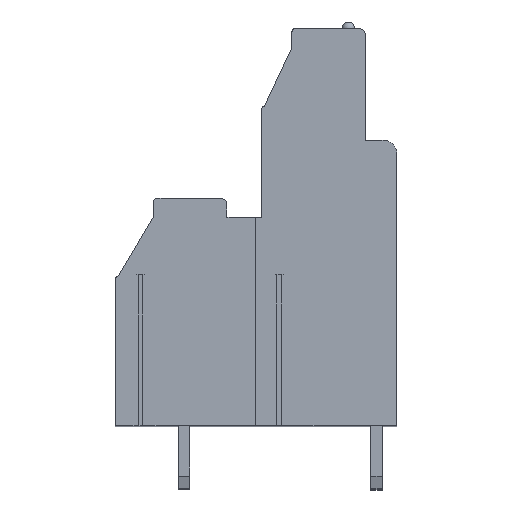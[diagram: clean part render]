
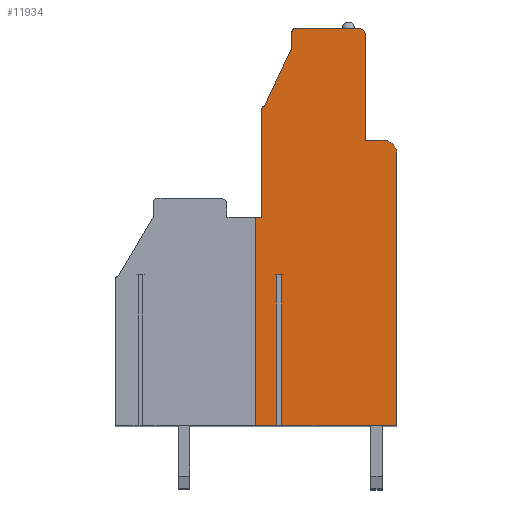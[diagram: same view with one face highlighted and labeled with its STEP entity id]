
A CAD part, top view. The second image highlights one B-rep face of the part: STEP entity #11934.
In plain terms, the highlighted planar face has unit normal (0, 0, 1).
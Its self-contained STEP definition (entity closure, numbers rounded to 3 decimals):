
#13=DIRECTION('',(0.,-1.,0.));
#14=VECTOR('',#13,8.6);
#15=CARTESIAN_POINT('',(-5.15,8.6,58.42));
#16=LINE('',#15,#14);
#17=CARTESIAN_POINT('',(-4.95,8.6,58.42));
#18=DIRECTION('',(0.,0.,1.));
#19=DIRECTION('',(0.,1.,0.));
#20=AXIS2_PLACEMENT_3D('',#17,#18,#19);
#22=DIRECTION('',(-0.424,-0.906,0.));
#23=VECTOR('',#22,5.189);
#24=CARTESIAN_POINT('',(-2.75,13.5,58.42));
#25=LINE('',#24,#23);
#26=DIRECTION('',(0.,-1.,0.));
#27=VECTOR('',#26,1.2);
#28=CARTESIAN_POINT('',(-2.75,14.7,58.42));
#29=LINE('',#28,#27);
#30=CARTESIAN_POINT('',(-2.45,14.7,58.42));
#31=DIRECTION('',(0.,0.,1.));
#32=DIRECTION('',(0.,1.,0.));
#33=AXIS2_PLACEMENT_3D('',#30,#31,#32);
#35=DIRECTION('',(-1.,0.,0.));
#36=VECTOR('',#35,5.);
#37=CARTESIAN_POINT('',(2.55,15.,58.42));
#38=LINE('',#37,#36);
#39=CARTESIAN_POINT('',(2.55,14.5,58.42));
#40=DIRECTION('',(0.,0.,1.));
#41=DIRECTION('',(1.,0.,0.));
#42=AXIS2_PLACEMENT_3D('',#39,#40,#41);
#44=DIRECTION('',(0.,1.,0.));
#45=VECTOR('',#44,8.4);
#46=CARTESIAN_POINT('',(3.05,6.1,58.42));
#47=LINE('',#46,#45);
#48=DIRECTION('',(-1.,0.,0.));
#49=VECTOR('',#48,1.5);
#50=CARTESIAN_POINT('',(4.55,6.1,58.42));
#51=LINE('',#50,#49);
#52=CARTESIAN_POINT('',(4.55,5.1,58.42));
#53=DIRECTION('',(0.,0.,1.));
#54=DIRECTION('',(1.,0.,0.));
#55=AXIS2_PLACEMENT_3D('',#52,#53,#54);
#57=DIRECTION('',(0.,1.,0.));
#58=VECTOR('',#57,21.6);
#59=CARTESIAN_POINT('',(5.55,-16.5,58.42));
#60=LINE('',#59,#58);
#61=DIRECTION('',(0.,1.,0.));
#62=VECTOR('',#61,11.95);
#63=CARTESIAN_POINT('',(-3.56,-16.5,58.42));
#64=LINE('',#63,#62);
#65=DIRECTION('',(-1.,0.,0.));
#66=VECTOR('',#65,0.38);
#67=CARTESIAN_POINT('',(-3.56,-4.55,58.42));
#68=LINE('',#67,#66);
#69=DIRECTION('',(0.,1.,0.));
#70=VECTOR('',#69,11.95);
#71=CARTESIAN_POINT('',(-3.94,-16.5,58.42));
#72=LINE('',#71,#70);
#77=DIRECTION('',(0.,-1.,0.));
#78=VECTOR('',#77,16.5);
#79=CARTESIAN_POINT('',(-5.65,0.,58.42));
#80=LINE('',#79,#78);
#174=DIRECTION('',(1.,0.,0.));
#175=VECTOR('',#174,1.71);
#176=CARTESIAN_POINT('',(-5.65,-16.5,58.42));
#177=LINE('',#176,#175);
#200=DIRECTION('',(1.,0.,0.));
#201=VECTOR('',#200,9.11);
#202=CARTESIAN_POINT('',(-3.56,-16.5,58.42));
#203=LINE('',#202,#201);
#1060=DIRECTION('',(-1.,0.,0.));
#1061=VECTOR('',#1060,0.5);
#1062=CARTESIAN_POINT('',(-5.15,0.,58.42));
#1063=LINE('',#1062,#1061);
#9175=CARTESIAN_POINT('',(5.55,-16.5,58.42));
#9176=CARTESIAN_POINT('',(5.55,5.1,58.42));
#9177=VERTEX_POINT('',#9175);
#9178=VERTEX_POINT('',#9176);
#9179=CARTESIAN_POINT('',(4.55,6.1,58.42));
#9180=VERTEX_POINT('',#9179);
#9181=CARTESIAN_POINT('',(3.05,6.1,58.42));
#9182=VERTEX_POINT('',#9181);
#9183=CARTESIAN_POINT('',(3.05,14.5,58.42));
#9184=VERTEX_POINT('',#9183);
#9185=CARTESIAN_POINT('',(2.55,15.,58.42));
#9186=VERTEX_POINT('',#9185);
#9187=CARTESIAN_POINT('',(-2.45,15.,58.42));
#9188=VERTEX_POINT('',#9187);
#9189=CARTESIAN_POINT('',(-2.75,14.7,58.42));
#9190=VERTEX_POINT('',#9189);
#9191=CARTESIAN_POINT('',(-2.75,13.5,58.42));
#9192=VERTEX_POINT('',#9191);
#9193=CARTESIAN_POINT('',(-4.95,8.8,58.42));
#9194=VERTEX_POINT('',#9193);
#9195=CARTESIAN_POINT('',(-5.15,8.6,58.42));
#9196=VERTEX_POINT('',#9195);
#9197=CARTESIAN_POINT('',(-5.15,0.,58.42));
#9198=VERTEX_POINT('',#9197);
#9243=CARTESIAN_POINT('',(-3.56,-4.55,58.42));
#9244=CARTESIAN_POINT('',(-3.94,-4.55,58.42));
#9245=VERTEX_POINT('',#9243);
#9246=VERTEX_POINT('',#9244);
#9247=CARTESIAN_POINT('',(-3.94,-16.5,58.42));
#9248=VERTEX_POINT('',#9247);
#9249=CARTESIAN_POINT('',(-3.56,-16.5,58.42));
#9250=VERTEX_POINT('',#9249);
#9417=CARTESIAN_POINT('',(-5.65,-16.5,58.42));
#9419=VERTEX_POINT('',#9417);
#9421=CARTESIAN_POINT('',(-5.65,0.,58.42));
#9422=VERTEX_POINT('',#9421);
#11891=CARTESIAN_POINT('',(0.,0.,58.42));
#11892=DIRECTION('',(0.,0.,1.));
#11893=DIRECTION('',(1.,0.,0.));
#11894=AXIS2_PLACEMENT_3D('',#11891,#11892,#11893);
#11895=PLANE('',#11894);
#11897=ORIENTED_EDGE('',*,*,#11896,.F.);
#11899=ORIENTED_EDGE('',*,*,#11898,.F.);
#11901=ORIENTED_EDGE('',*,*,#11900,.F.);
#11903=ORIENTED_EDGE('',*,*,#11902,.F.);
#11905=ORIENTED_EDGE('',*,*,#11904,.F.);
#11907=ORIENTED_EDGE('',*,*,#11906,.F.);
#11909=ORIENTED_EDGE('',*,*,#11908,.F.);
#11911=ORIENTED_EDGE('',*,*,#11910,.F.);
#11913=ORIENTED_EDGE('',*,*,#11912,.F.);
#11915=ORIENTED_EDGE('',*,*,#11914,.F.);
#11917=ORIENTED_EDGE('',*,*,#11916,.F.);
#11919=ORIENTED_EDGE('',*,*,#11918,.F.);
#11921=ORIENTED_EDGE('',*,*,#11920,.F.);
#11923=ORIENTED_EDGE('',*,*,#11922,.F.);
#11925=ORIENTED_EDGE('',*,*,#11924,.T.);
#11927=ORIENTED_EDGE('',*,*,#11926,.T.);
#11929=ORIENTED_EDGE('',*,*,#11928,.F.);
#11931=ORIENTED_EDGE('',*,*,#11930,.F.);
#11932=EDGE_LOOP('',(#11897,#11899,#11901,#11903,#11905,#11907,#11909,#11911,
#11913,#11915,#11917,#11919,#11921,#11923,#11925,#11927,#11929,#11931));
#11933=FACE_OUTER_BOUND('',#11932,.F.);
#21=CIRCLE('',#20,0.2);
#34=CIRCLE('',#33,0.3);
#43=CIRCLE('',#42,0.5);
#56=CIRCLE('',#55,1.);
#11896=EDGE_CURVE('',#9422,#9419,#80,.T.);
#11898=EDGE_CURVE('',#9198,#9422,#1063,.T.);
#11900=EDGE_CURVE('',#9196,#9198,#16,.T.);
#11902=EDGE_CURVE('',#9194,#9196,#21,.T.);
#11904=EDGE_CURVE('',#9192,#9194,#25,.T.);
#11906=EDGE_CURVE('',#9190,#9192,#29,.T.);
#11908=EDGE_CURVE('',#9188,#9190,#34,.T.);
#11910=EDGE_CURVE('',#9186,#9188,#38,.T.);
#11912=EDGE_CURVE('',#9184,#9186,#43,.T.);
#11914=EDGE_CURVE('',#9182,#9184,#47,.T.);
#11916=EDGE_CURVE('',#9180,#9182,#51,.T.);
#11918=EDGE_CURVE('',#9178,#9180,#56,.T.);
#11920=EDGE_CURVE('',#9177,#9178,#60,.T.);
#11922=EDGE_CURVE('',#9250,#9177,#203,.T.);
#11924=EDGE_CURVE('',#9250,#9245,#64,.T.);
#11926=EDGE_CURVE('',#9245,#9246,#68,.T.);
#11928=EDGE_CURVE('',#9248,#9246,#72,.T.);
#11930=EDGE_CURVE('',#9419,#9248,#177,.T.);
#11934=ADVANCED_FACE('',(#11933),#11895,.T.);
